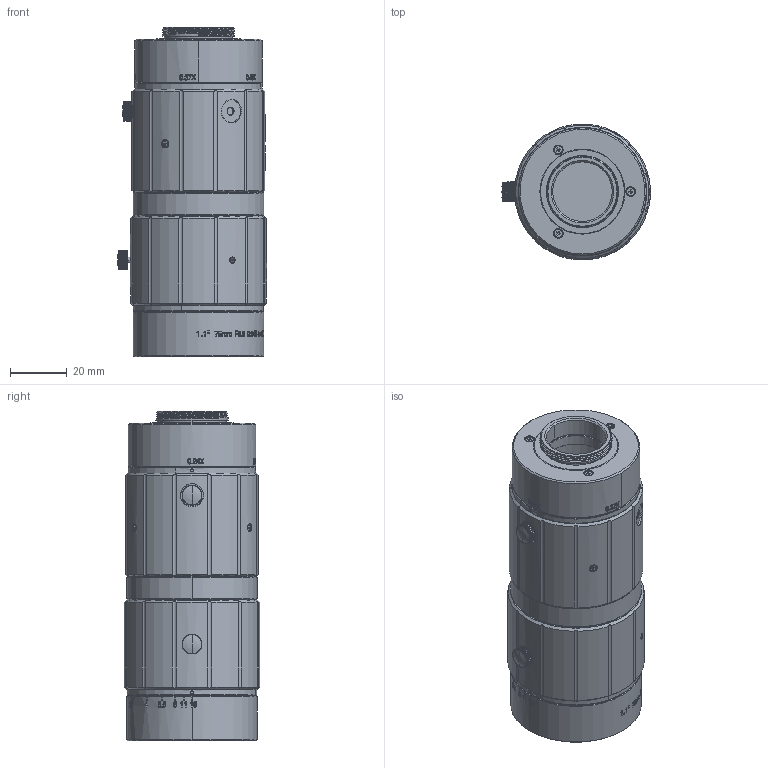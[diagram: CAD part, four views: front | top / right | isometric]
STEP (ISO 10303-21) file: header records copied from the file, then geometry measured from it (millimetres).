
FILE_DESCRIPTION((''),'2;1');
FILE_NAME('MC7528B_ASM_ASM','2019-11-28T',('Administrator'),(''),'PRO/ENGINEER BY PARAMETRIC TECHNOLOGY CORPORATION, 2014320','PRO/ENGINEER BY PARAMETRIC TECHNOLOGY CORPORATION, 2014320','');
FILE_SCHEMA(('CONFIG_CONTROL_DESIGN','SHAPE_APPEARANCE_LAYERS_GROUPS'));
Products named in the file (20): I741611B-606_20; I741611B-603_39; I741611B-601_22; I741611B-610_7; MC7528B-1-1_ASM_5_ASM; I741611B-602_28; I741611B-614_7; MC7528B-1-2_ASM_3_ASM; MC7528B-1_ASM_20_ASM; I741611B-607_20; MANUAL_NUT_M2_5_1; M1_4X3_2; MC3530A-2_ASM_11_ASM; I741611B-608_35; I741411B-615_3; MC3530A-3_ASM_9_ASM; I741611B-609_28; NUT_M1_7X5_3; MC7528B_ASM_168_ASM; MC7528B_ASM_ASM
Assembly tree (24 placements, depth 5):
  MC7528B_ASM_ASM
    MC7528B_ASM_168_ASM
      I741611B-606_20
      I741611B-603_39
      MC7528B-1_ASM_20_ASM
        MC7528B-1-1_ASM_5_ASM
          I741611B-601_22
          I741611B-610_7
        MC7528B-1-2_ASM_3_ASM
          I741611B-602_28
          I741611B-614_7
      MC3530A-2_ASM_11_ASM
        I741611B-607_20
        MANUAL_NUT_M2_5_1
        M1_4X3_2  x2
      MC3530A-3_ASM_9_ASM
        I741611B-608_35
        MANUAL_NUT_M2_5_1
        I741411B-615_3
        M1_4X3_2
      I741611B-609_28
      NUT_M1_7X5_3  x3
Bounding box: 52.55 x 47.86 x 116 mm (x, y, z)
Volume: 139773.6 mm3; surface area: 81786.5 mm2
Topology: 18 solids, 18 shells, 2100 faces, 5827 edges, 3896 vertices
Faces by surface type: plane 735, cylinder 655, bspline 526, cone 144, torus 36, sphere 4
Entity records: 83320 total; most frequent: CARTESIAN_POINT 39897, ORIENTED_EDGE 9076, DIRECTION 7112, EDGE_CURVE 4538, VERTEX_POINT 3041, AXIS2_PLACEMENT_3D 2674, EDGE_LOOP 1813, VECTOR 1764
